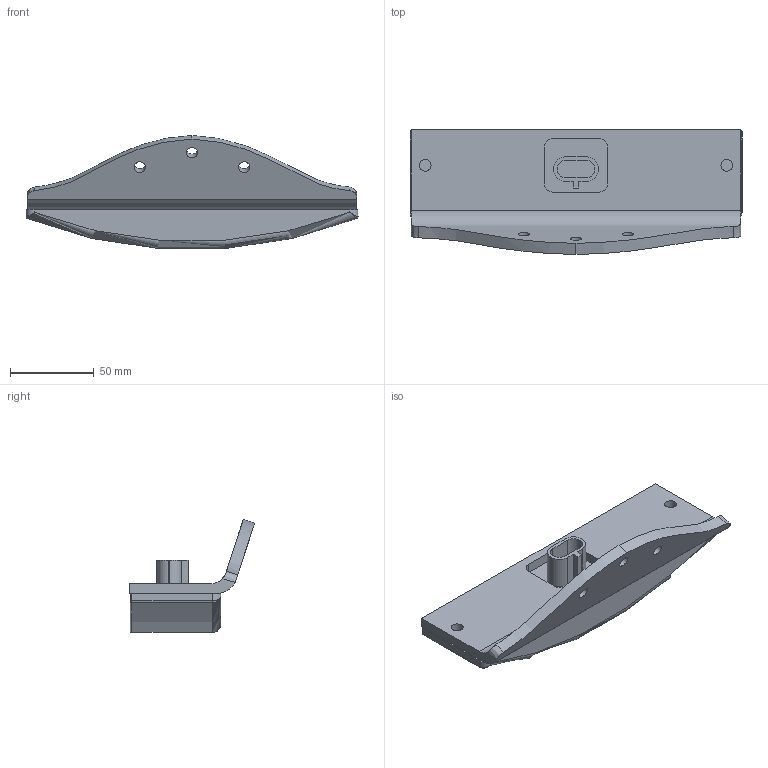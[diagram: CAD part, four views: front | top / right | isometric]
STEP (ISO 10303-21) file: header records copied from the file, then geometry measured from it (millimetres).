
FILE_DESCRIPTION(/* description */ (''),/* implementation_level */ '2;1');
FILE_NAME(/* name */ 'Brake Light Tab v9.step',/* time_stamp */ '2025-04-18T23:31:16-04:00',/* author */ (''),/* organization */ (''),/* preprocessor_version */ 'ST-DEVELOPER v20.1',/* originating_system */ 'Autodesk Translation Framework v14.4.0.0',/* authorisation */ '');
FILE_SCHEMA (('AUTOMOTIVE_DESIGN { 1 0 10303 214 3 1 1 }'));
Length unit declared in the file: millimetre
Products named in the file (1): Brake Light Tab
Bounding box: 198.12 x 74.61 x 67.43 mm (x, y, z)
Volume: 286702.5 mm3; surface area: 66091.8 mm2
Topology: 2 solids, 2 shells, 67 faces, 173 edges, 110 vertices
Faces by surface type: plane 31, cylinder 26, bspline 6, torus 2, sphere 2
Full cylindrical faces by diameter (mm): 6.668 x3, 7 x2
Entity records: 2628 total; most frequent: CARTESIAN_POINT 925, ORIENTED_EDGE 342, DIRECTION 330, EDGE_CURVE 171, AXIS2_PLACEMENT_3D 116, VERTEX_POINT 110, LINE 98, VECTOR 98
